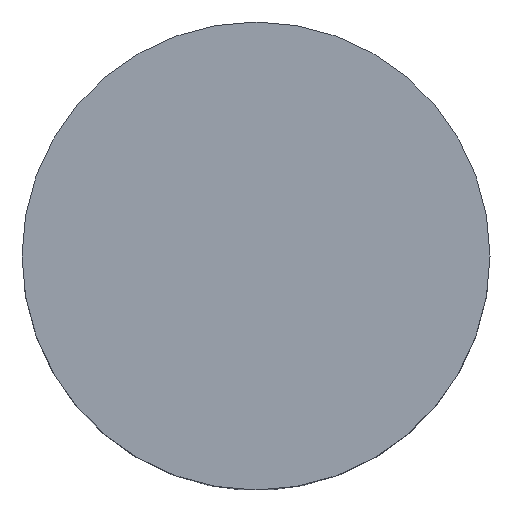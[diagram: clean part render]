
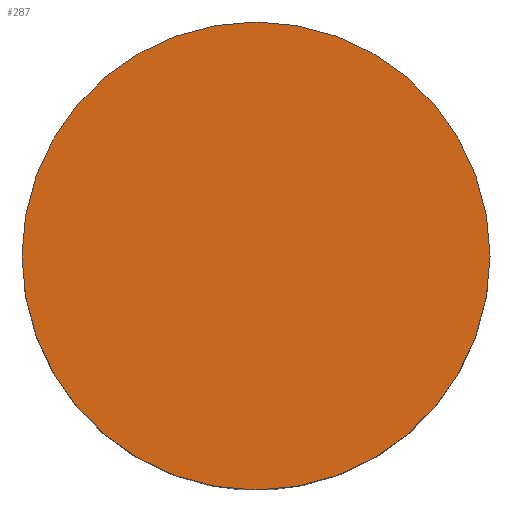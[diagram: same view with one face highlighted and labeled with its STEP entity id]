
A CAD part, top view. The second image highlights one B-rep face of the part: STEP entity #287.
In plain terms, the highlighted planar face has unit normal (0, 0, 1).
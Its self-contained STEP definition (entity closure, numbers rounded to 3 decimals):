
#9 = DIRECTION ( 'NONE',  ( 0., 0., 1. ) ) ;
#35 = CIRCLE ( 'NONE', #130, 22.5 ) ;
#66 = CIRCLE ( 'NONE', #434, 22.5 ) ;
#79 = DIRECTION ( 'NONE',  ( 0., 0., -1. ) ) ;
#93 = EDGE_LOOP ( 'NONE', ( #348, #369 ) ) ;
#95 = DIRECTION ( 'NONE',  ( 0., 0., -1. ) ) ;
#130 = AXIS2_PLACEMENT_3D ( 'NONE', #422, #95, #208 ) ;
#150 = CARTESIAN_POINT ( 'NONE',  ( -22.5, 0., 25. ) ) ;
#171 = VERTEX_POINT ( 'NONE', #150 ) ;
#182 = CARTESIAN_POINT ( 'NONE',  ( 0., 0., 25. ) ) ;
#208 = DIRECTION ( 'NONE',  ( 1., 0., 0. ) ) ;
#231 = AXIS2_PLACEMENT_3D ( 'NONE', #182, #9, #444 ) ;
#238 = VERTEX_POINT ( 'NONE', #305 ) ;
#254 = EDGE_CURVE ( 'NONE', #171, #238, #66, .T. ) ;
#269 = CARTESIAN_POINT ( 'NONE',  ( 0., 0., 25. ) ) ;
#287 = ADVANCED_FACE ( 'NONE', ( #330 ), #408, .T. ) ;
#305 = CARTESIAN_POINT ( 'NONE',  ( 22.5, 0., 25. ) ) ;
#330 = FACE_OUTER_BOUND ( 'NONE', #93, .T. ) ;
#348 = ORIENTED_EDGE ( 'NONE', *, *, #439, .F. ) ;
#369 = ORIENTED_EDGE ( 'NONE', *, *, #254, .F. ) ;
#408 = PLANE ( 'NONE',  #231 ) ;
#410 = DIRECTION ( 'NONE',  ( 1., 0., 0. ) ) ;
#422 = CARTESIAN_POINT ( 'NONE',  ( 0., 0., 25. ) ) ;
#434 = AXIS2_PLACEMENT_3D ( 'NONE', #269, #79, #410 ) ;
#439 = EDGE_CURVE ( 'NONE', #238, #171, #35, .T. ) ;
#444 = DIRECTION ( 'NONE',  ( 1., 0., 0. ) ) ;
